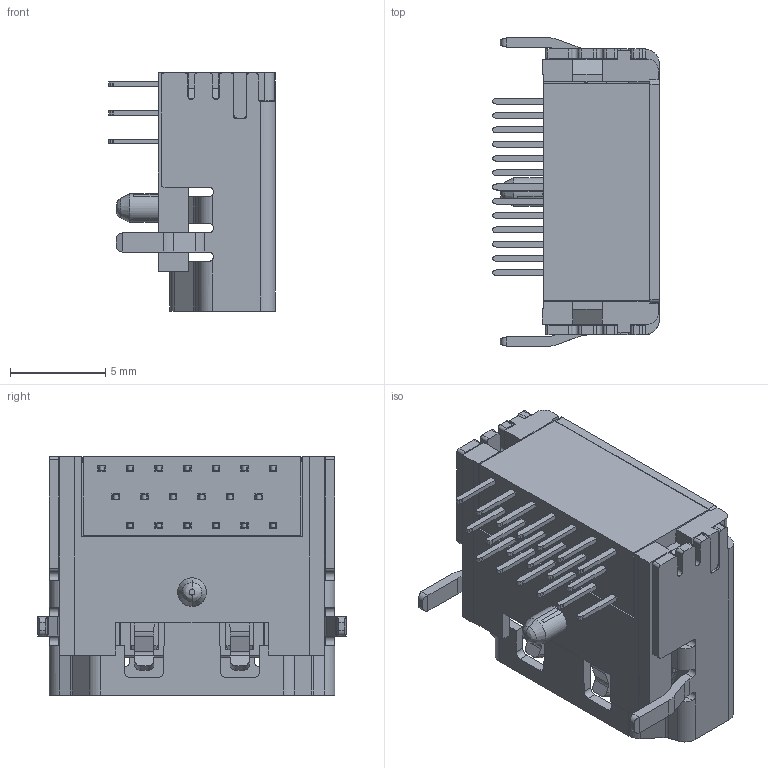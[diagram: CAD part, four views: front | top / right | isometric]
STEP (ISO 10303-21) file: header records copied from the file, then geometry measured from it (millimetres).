
FILE_DESCRIPTION((''),'2;1');
FILE_NAME('HDA005-A-F19S1BY','2019-03-16T',('Administrator'),(''),'PRO/ENGINEER BY PARAMETRIC TECHNOLOGY CORPORATION, 2012090','PRO/ENGINEER BY PARAMETRIC TECHNOLOGY CORPORATION, 2012090','');
FILE_SCHEMA(('CONFIG_CONTROL_DESIGN'));
Products named in the file (1): HDA005-A-F19S1BY
Bounding box: 8.76 x 16.2 x 12.5 mm (x, y, z)
Volume: 567.2 mm3; surface area: 2223.2 mm2
Topology: 1 solids, 1 shells, 2722 faces, 8294 edges, 5459 vertices
Faces by surface type: plane 1885, cylinder 791, bspline 21, sphere 12, cone 10, extrusion 3
Entity records: 93974 total; most frequent: CARTESIAN_POINT 18217, ORIENTED_EDGE 16588, DIRECTION 15241, EDGE_CURVE 8294, VECTOR 6311, LINE 6308, VERTEX_POINT 5459, AXIS2_PLACEMENT_3D 4465
